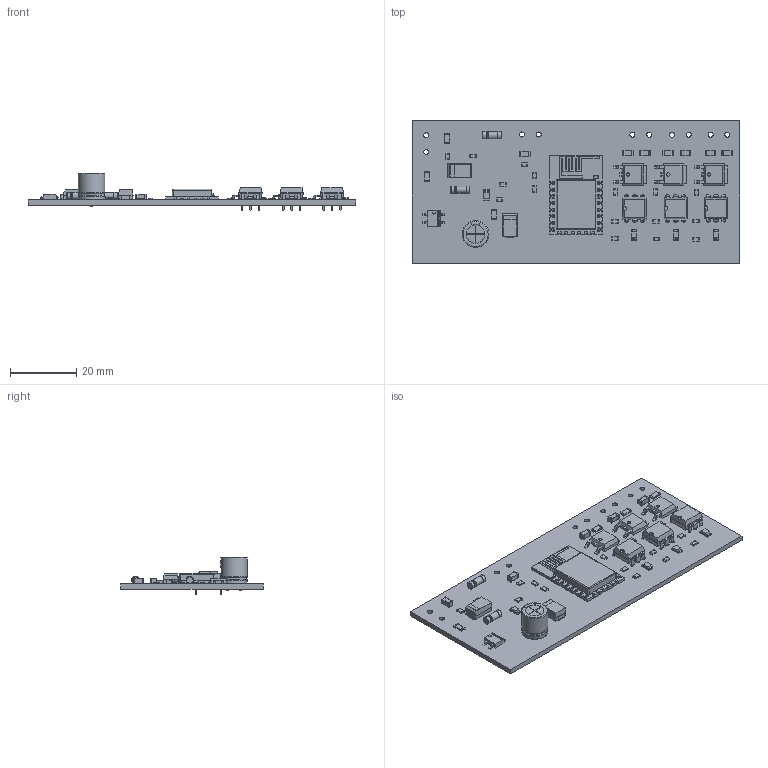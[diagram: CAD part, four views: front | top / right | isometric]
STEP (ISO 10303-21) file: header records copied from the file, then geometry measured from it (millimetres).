
FILE_DESCRIPTION(('KiCad electronic assembly'),'2;1');
FILE_NAME('light_switch_controller.step','2024-08-03T15:13:21',('Pcbnew' ),('Kicad'),'Open CASCADE STEP processor 7.7', 'KiCad to STEP converter','Unknown');
FILE_SCHEMA(('AUTOMOTIVE_DESIGN { 1 0 10303 214 1 1 1 1 }'));
Length unit declared in the file: millimetre
Products named in the file (24): light_switch_controller 1; TO-269AA; R_0805_2012Metric; DIP-6_W7.62mm; LED_1206_3216Metric; C_1206_3216Metric; CP_EIA-7343-31_Kemet-D; CP_EIA_7343_31_Kemet_D; TO-252-2; CQ assembly; R_1206_3216Metric; D_MELF; D_MELF_Standard; CP_Radial_D8.0mm_P3.80mm; CP_Radial_D80mm_P380mm; ESP-12E; ESP_12E001_cp; light_switch_controller_PCB
Assembly tree (55 placements, depth 3):
  light_switch_controller 1
    TO-269AA
      TO-269AA
    R_0805_2012Metric  x16
      R_0805_2012Metric
    DIP-6_W7.62mm  x3
      DIP-6_W7.62mm
    LED_1206_3216Metric  x4
      LED_1206_3216Metric
    C_1206_3216Metric  x5
      C_1206_3216Metric
    CP_EIA-7343-31_Kemet-D  x2
      CP_EIA_7343_31_Kemet_D
    TO-252-2  x3
      CQ assembly
    R_1206_3216Metric  x5
      R_1206_3216Metric
    D_MELF  x2
      D_MELF_Standard
    CP_Radial_D8.0mm_P3.80mm
      CP_Radial_D80mm_P380mm
    ESP-12E
      ESP_12E001_cp
    light_switch_controller_PCB
Bounding box: 99 x 43 x 11.3 mm (x, y, z)
Volume: 8953.8 mm3; surface area: 13114.1 mm2
Topology: 103 solids, 104 shells, 2227 faces, 5700 edges, 3711 vertices
Faces by surface type: plane 1577, cylinder 554, bspline 80, revolution 10, sphere 4, torus 2
Full cylindrical faces by diameter (mm): 0.5 x2, 0.65 x16, 0.7 x16, 0.8 x20, 1 x3, 1.52 x10, 2.1 x4, 2.12 x2, 2.2 x4
Entity records: 39578 total; most frequent: CARTESIAN_POINT 7855, DIRECTION 5095, ORIENTED_EDGE 5088, EDGE_CURVE 2544, LINE 1895, VECTOR 1895, VERTEX_POINT 1669, AXIS2_PLACEMENT_3D 1596
